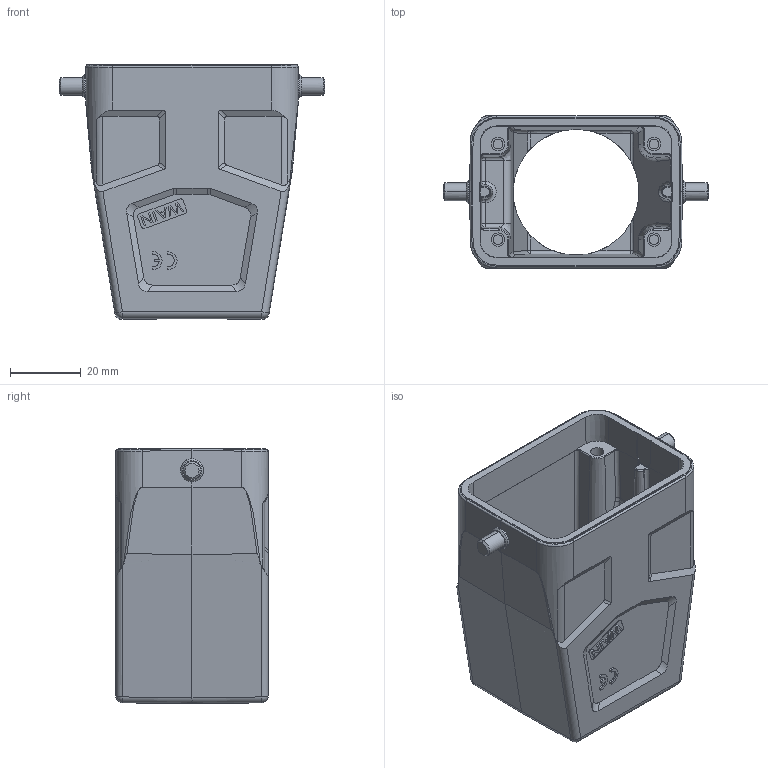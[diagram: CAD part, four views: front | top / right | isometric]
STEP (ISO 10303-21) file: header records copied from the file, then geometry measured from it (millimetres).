
FILE_DESCRIPTION((''),'2;1');
FILE_NAME('3D_1112064105004_EMC_W6B-TEH-2B','2024-01-19T',('p.yu'),(''),'PRO/ENGINEER BY PARAMETRIC TECHNOLOGY CORPORATION, 2012480','PRO/ENGINEER BY PARAMETRIC TECHNOLOGY CORPORATION, 2012480','');
FILE_SCHEMA(('CONFIG_CONTROL_DESIGN'));
Length unit declared in the file: millimetre
Products named in the file (1): 3D_1112064105004_EMC_W6B-TEH-2B
Bounding box: 75 x 43 x 72 mm (x, y, z)
Volume: 53721.7 mm3; surface area: 27140.3 mm2
Topology: 1 solids, 1 shells, 446 faces, 1174 edges, 741 vertices
Faces by surface type: plane 205, cylinder 147, bspline 25, extrusion 20, cone 18, torus 17, sphere 14
Entity records: 16985 total; most frequent: CARTESIAN_POINT 6429, ORIENTED_EDGE 2320, DIRECTION 1969, EDGE_CURVE 1160, VERTEX_POINT 741, VECTOR 677, LINE 657, AXIS2_PLACEMENT_3D 646
